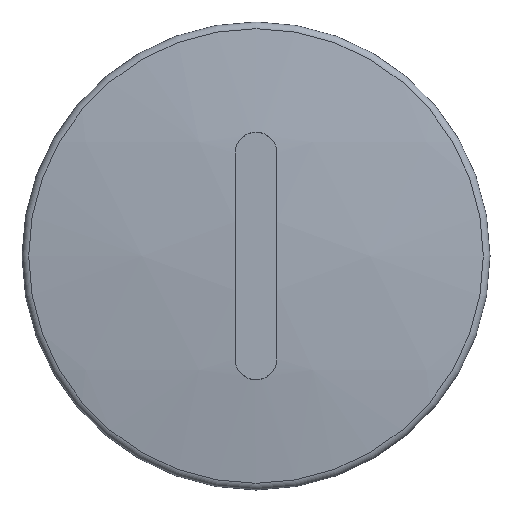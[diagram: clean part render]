
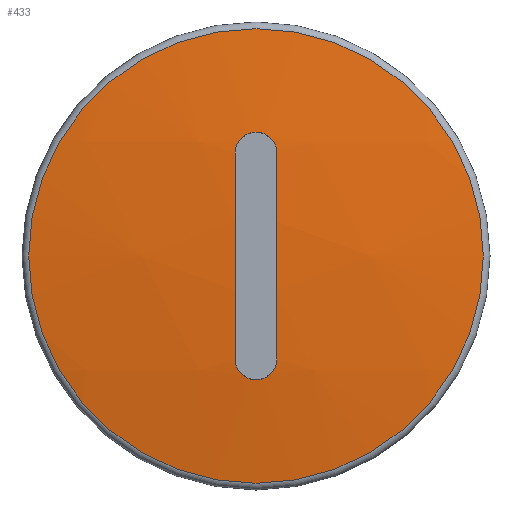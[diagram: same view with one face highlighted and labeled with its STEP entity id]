
A CAD part, left-side view. The second image highlights one B-rep face of the part: STEP entity #433.
In plain terms, the highlighted spherical face has radius 96.146 mm.
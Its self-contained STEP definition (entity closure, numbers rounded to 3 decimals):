
#15=SPHERICAL_SURFACE('',#478,96.146);
#25=FACE_BOUND('',#114,.T.);
#54=CIRCLE('',#477,14.465);
#55=CIRCLE('',#479,96.136);
#56=CIRCLE('',#480,96.136);
#79=FACE_OUTER_BOUND('',#113,.T.);
#113=EDGE_LOOP('',(#342));
#114=EDGE_LOOP('',(#343,#344,#345,#346));
#146=B_SPLINE_CURVE_WITH_KNOTS('',3,(#1729,#1730,#1731,#1732,#1733,#1734,
#1735,#1736,#1737,#1738,#1739,#1740,#1741,#1742,#1743,#1744,#1745,#1746),
 .UNSPECIFIED.,.F.,.F.,(4,2,2,2,2,2,2,2,4),(0.201,0.252,
0.302,0.352,0.403,0.453,
0.503,0.554,0.604),.UNSPECIFIED.);
#147=B_SPLINE_CURVE_WITH_KNOTS('',3,(#1749,#1750,#1751,#1752,#1753,#1754,
#1755,#1756,#1757,#1758,#1759,#1760,#1761,#1762,#1763,#1764,#1765,#1766,
#1767),.UNSPECIFIED.,.F.,.F.,(4,2,2,2,3,2,2,2,4),(-0.201,-0.151,
-0.101,-0.05,0.,0.05,0.101,
0.151,0.201),.UNSPECIFIED.);
#213=VERTEX_POINT('',#1722);
#214=VERTEX_POINT('',#1725);
#215=VERTEX_POINT('',#1726);
#216=VERTEX_POINT('',#1728);
#217=VERTEX_POINT('',#1747);
#262=EDGE_CURVE('',#213,#213,#54,.T.);
#263=EDGE_CURVE('',#214,#215,#55,.T.);
#264=EDGE_CURVE('',#215,#216,#146,.T.);
#265=EDGE_CURVE('',#216,#217,#56,.T.);
#266=EDGE_CURVE('',#217,#214,#147,.T.);
#342=ORIENTED_EDGE('',*,*,#262,.F.);
#343=ORIENTED_EDGE('',*,*,#263,.T.);
#344=ORIENTED_EDGE('',*,*,#264,.T.);
#345=ORIENTED_EDGE('',*,*,#265,.T.);
#346=ORIENTED_EDGE('',*,*,#266,.T.);
#433=ADVANCED_FACE('',(#79,#25),#15,.T.);
#477=AXIS2_PLACEMENT_3D('',#1723,#557,#558);
#478=AXIS2_PLACEMENT_3D('',#1724,#559,#560);
#479=AXIS2_PLACEMENT_3D('',#1727,#561,#562);
#480=AXIS2_PLACEMENT_3D('',#1748,#563,#564);
#557=DIRECTION('center_axis',(1.,0.,0.));
#558=DIRECTION('ref_axis',(0.,-1.,0.));
#559=DIRECTION('center_axis',(0.,0.,1.));
#560=DIRECTION('ref_axis',(1.,0.,0.));
#561=DIRECTION('center_axis',(0.,-1.,0.));
#562=DIRECTION('ref_axis',(0.,0.,1.));
#563=DIRECTION('center_axis',(0.,1.,0.));
#564=DIRECTION('ref_axis',(0.,0.,-1.));
#1722=CARTESIAN_POINT('',(-12.906,14.465,0.));
#1723=CARTESIAN_POINT('Origin',(-12.906,0.,
0.));
#1724=CARTESIAN_POINT('Origin',(82.146,0.,0.));
#1725=CARTESIAN_POINT('',(-13.768,-1.335,6.545));
#1726=CARTESIAN_POINT('',(-13.768,-1.335,-6.545));
#1727=CARTESIAN_POINT('Origin',(82.146,-1.335,0.));
#1728=CARTESIAN_POINT('',(-13.768,1.335,-6.545));
#1729=CARTESIAN_POINT('Ctrl Pts',(-13.768,-1.335,-6.545));
#1730=CARTESIAN_POINT('Ctrl Pts',(-13.756,-1.335,-6.713));
#1731=CARTESIAN_POINT('Ctrl Pts',(-13.744,-1.301,-6.891));
#1732=CARTESIAN_POINT('Ctrl Pts',(-13.722,-1.165,-7.221));
#1733=CARTESIAN_POINT('Ctrl Pts',(-13.711,-1.062,-7.371));
#1734=CARTESIAN_POINT('Ctrl Pts',(-13.695,-0.825,
-7.608));
#1735=CARTESIAN_POINT('Ctrl Pts',(-13.688,-0.675,
-7.71));
#1736=CARTESIAN_POINT('Ctrl Pts',(-13.679,-0.346,
-7.847));
#1737=CARTESIAN_POINT('Ctrl Pts',(-13.677,-0.168,
-7.88));
#1738=CARTESIAN_POINT('Ctrl Pts',(-13.677,0.168,-7.88));
#1739=CARTESIAN_POINT('Ctrl Pts',(-13.679,0.346,-7.847));
#1740=CARTESIAN_POINT('Ctrl Pts',(-13.688,0.675,-7.71));
#1741=CARTESIAN_POINT('Ctrl Pts',(-13.695,0.825,-7.608));
#1742=CARTESIAN_POINT('Ctrl Pts',(-13.711,1.062,-7.371));
#1743=CARTESIAN_POINT('Ctrl Pts',(-13.722,1.165,-7.221));
#1744=CARTESIAN_POINT('Ctrl Pts',(-13.744,1.301,-6.891));
#1745=CARTESIAN_POINT('Ctrl Pts',(-13.756,1.335,-6.713));
#1746=CARTESIAN_POINT('Ctrl Pts',(-13.768,1.335,-6.545));
#1747=CARTESIAN_POINT('',(-13.768,1.335,6.545));
#1748=CARTESIAN_POINT('Origin',(82.146,1.335,0.));
#1749=CARTESIAN_POINT('Ctrl Pts',(-13.768,1.335,6.545));
#1750=CARTESIAN_POINT('Ctrl Pts',(-13.756,1.335,6.713));
#1751=CARTESIAN_POINT('Ctrl Pts',(-13.744,1.301,6.891));
#1752=CARTESIAN_POINT('Ctrl Pts',(-13.722,1.165,7.221));
#1753=CARTESIAN_POINT('Ctrl Pts',(-13.711,1.062,7.371));
#1754=CARTESIAN_POINT('Ctrl Pts',(-13.695,0.825,7.608));
#1755=CARTESIAN_POINT('Ctrl Pts',(-13.688,0.675,7.71));
#1756=CARTESIAN_POINT('Ctrl Pts',(-13.679,0.346,7.847));
#1757=CARTESIAN_POINT('Ctrl Pts',(-13.677,0.168,7.88));
#1758=CARTESIAN_POINT('Ctrl Pts',(-13.677,0.,
7.88));
#1759=CARTESIAN_POINT('Ctrl Pts',(-13.677,-0.168,
7.88));
#1760=CARTESIAN_POINT('Ctrl Pts',(-13.679,-0.346,
7.847));
#1761=CARTESIAN_POINT('Ctrl Pts',(-13.688,-0.675,7.71));
#1762=CARTESIAN_POINT('Ctrl Pts',(-13.695,-0.825,
7.608));
#1763=CARTESIAN_POINT('Ctrl Pts',(-13.711,-1.062,7.371));
#1764=CARTESIAN_POINT('Ctrl Pts',(-13.722,-1.165,7.221));
#1765=CARTESIAN_POINT('Ctrl Pts',(-13.744,-1.301,6.891));
#1766=CARTESIAN_POINT('Ctrl Pts',(-13.756,-1.335,6.713));
#1767=CARTESIAN_POINT('Ctrl Pts',(-13.768,-1.335,6.545));
